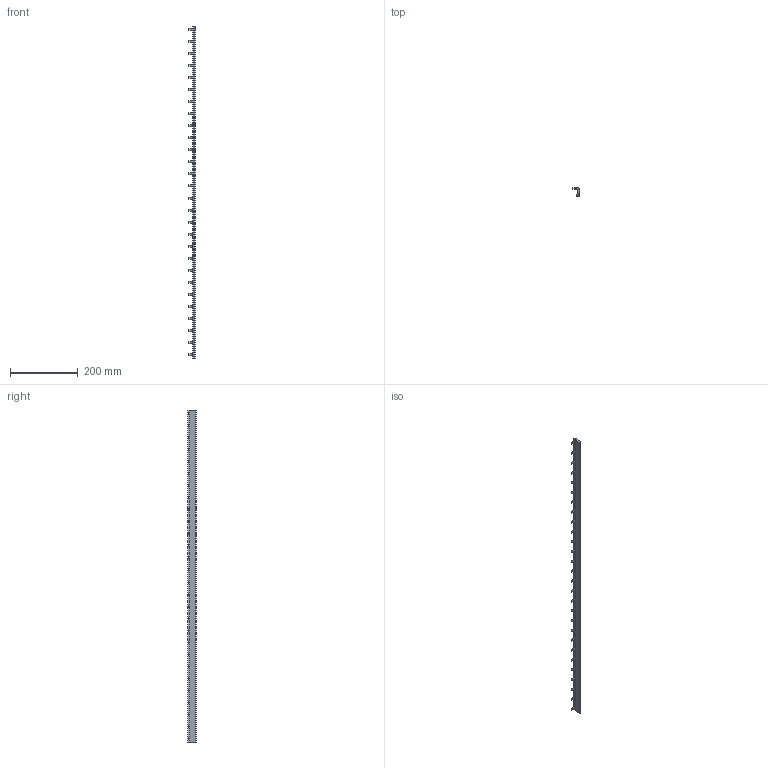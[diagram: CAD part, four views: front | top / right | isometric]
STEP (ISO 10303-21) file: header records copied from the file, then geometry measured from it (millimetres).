
FILE_DESCRIPTION((''),'2;1');
FILE_NAME('ASM9499_ASM','2021-05-10T',('marketing.praksa'),('Audax d.o.o.'),'CREO PARAMETRIC BY PTC INC, 2017480','CREO PARAMETRIC BY PTC INC, 2017480','');
FILE_SCHEMA(('AUTOMOTIVE_DESIGN { 1 0 10303 214 1 1 1 1 }'));
Length unit declared in the file: millimetre
Products named in the file (4): PRT9520; PRT9521; PRT9522; ASM9499_ASM
Assembly tree (3 placements, depth 2):
  ASM9499_ASM
    PRT9520
    PRT9521
    PRT9522
Bounding box: 18 x 25.78 x 980 mm (x, y, z)
Volume: 134561.3 mm3; surface area: 65781 mm2
Topology: 32 solids, 32 shells, 285 faces, 654 edges, 436 vertices
Faces by surface type: plane 231, cylinder 54
Entity records: 12509 total; most frequent: CARTESIAN_POINT 1411, DIRECTION 1336, ORIENTED_EDGE 1308, PRESENTATION_STYLE_ASSIGNMENT 971, STYLED_ITEM 971, CURVE_STYLE 654, EDGE_CURVE 654, VECTOR 546
